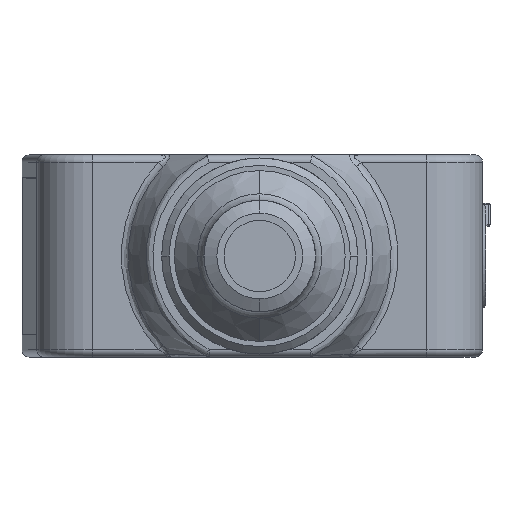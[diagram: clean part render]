
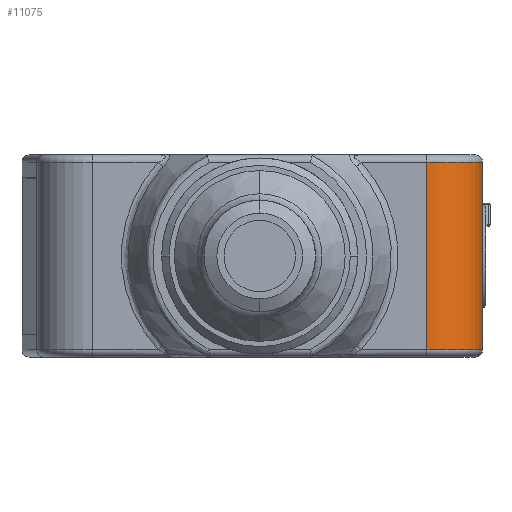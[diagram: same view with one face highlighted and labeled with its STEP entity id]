
A CAD part, front view. The second image highlights one B-rep face of the part: STEP entity #11075.
In plain terms, the highlighted cylindrical face has radius 3.75 mm (diameter 7.5 mm), a partial arc.
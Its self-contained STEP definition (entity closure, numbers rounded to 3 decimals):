
#838=CARTESIAN_POINT('',(26.25,-35.95,-6.3));
#839=DIRECTION('',(0.,0.,-1.));
#840=DIRECTION('',(1.,0.,0.));
#841=AXIS2_PLACEMENT_3D('',#838,#839,#840);
#854=DIRECTION('',(0.,0.,1.));
#855=VECTOR('',#854,12.6);
#856=CARTESIAN_POINT('',(26.25,-39.7,-6.3));
#857=LINE('',#856,#855);
#869=CARTESIAN_POINT('',(26.25,-35.95,6.3));
#870=DIRECTION('',(0.,0.,1.));
#871=DIRECTION('',(0.,-1.,0.));
#872=AXIS2_PLACEMENT_3D('',#869,#870,#871);
#2929=DIRECTION('',(0.,0.,1.));
#2930=VECTOR('',#2929,12.6);
#2931=CARTESIAN_POINT('',(30.,-35.95,-6.3));
#2932=LINE('',#2931,#2930);
#9210=CARTESIAN_POINT('',(26.25,-39.7,6.3));
#9211=CARTESIAN_POINT('',(30.,-35.95,6.3));
#9212=VERTEX_POINT('',#9210);
#9213=VERTEX_POINT('',#9211);
#9229=CARTESIAN_POINT('',(30.,-35.95,-6.3));
#9231=VERTEX_POINT('',#9229);
#9234=CARTESIAN_POINT('',(26.25,-39.7,-6.3));
#9235=VERTEX_POINT('',#9234);
#11061=CARTESIAN_POINT('',(26.25,-35.95,-6.8));
#11062=DIRECTION('',(0.,0.,1.));
#11063=DIRECTION('',(1.,0.,0.));
#11064=AXIS2_PLACEMENT_3D('',#11061,#11062,#11063);
#11065=CYLINDRICAL_SURFACE('',#11064,3.75);
#11067=ORIENTED_EDGE('',*,*,#11066,.T.);
#11069=ORIENTED_EDGE('',*,*,#11068,.F.);
#11070=ORIENTED_EDGE('',*,*,#11055,.T.);
#11072=ORIENTED_EDGE('',*,*,#11071,.T.);
#11073=EDGE_LOOP('',(#11067,#11069,#11070,#11072));
#11074=FACE_OUTER_BOUND('',#11073,.F.);
#11075=ADVANCED_FACE('',(#11074),#11065,.T.);
#842=CIRCLE('',#841,3.75);
#873=CIRCLE('',#872,3.75);
#11055=EDGE_CURVE('',#9231,#9235,#842,.T.);
#11066=EDGE_CURVE('',#9212,#9213,#873,.T.);
#11068=EDGE_CURVE('',#9231,#9213,#2932,.T.);
#11071=EDGE_CURVE('',#9235,#9212,#857,.T.);
